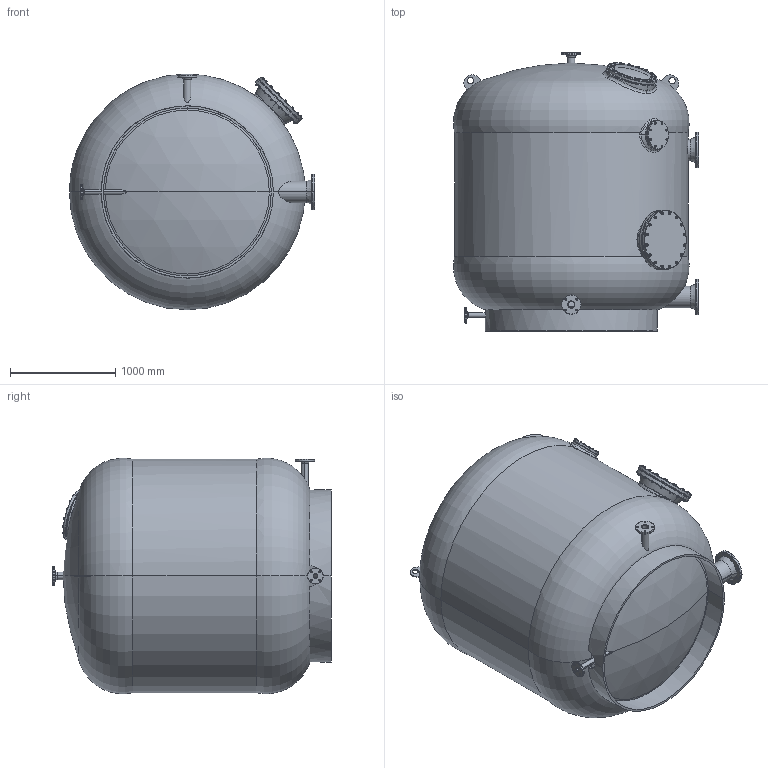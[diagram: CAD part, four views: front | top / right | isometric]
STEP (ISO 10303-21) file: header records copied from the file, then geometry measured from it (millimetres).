
FILE_DESCRIPTION (( 'STEP AP214' ), '1' );
FILE_NAME ('mediterran220c.STEP', '2020-11-03T13:22:03', ( '' ), ( '' ), 'SwSTEP 2.0', 'SolidWorks 2019', '' );
FILE_SCHEMA (( 'AUTOMOTIVE_DESIGN' ));
Length unit declared in the file: millimetre
Products named in the file (1): mediterran220c
Bounding box: 2334.09 x 2649.69 x 2243.69 mm (x, y, z)
Surface area: 46794901.1 mm2 (no closed solid volume)
Topology: 0 solids, 149 shells, 2181 faces, 4872 edges, 2978 vertices
Faces by surface type: cylinder 689, cone 687, plane 666, torus 112, bspline 19, sphere 8
Entity records: 108699 total; most frequent: CARTESIAN_POINT 35456, DIRECTION 10137, ORIENTED_EDGE 9544, EDGE_CURVE 4820, AXIS2_PLACEMENT_3D 4328, VERTEX_POINT 2978, EDGE_LOOP 2618, UNCERTAINTY_MEASURE_WITH_UNIT 2308
